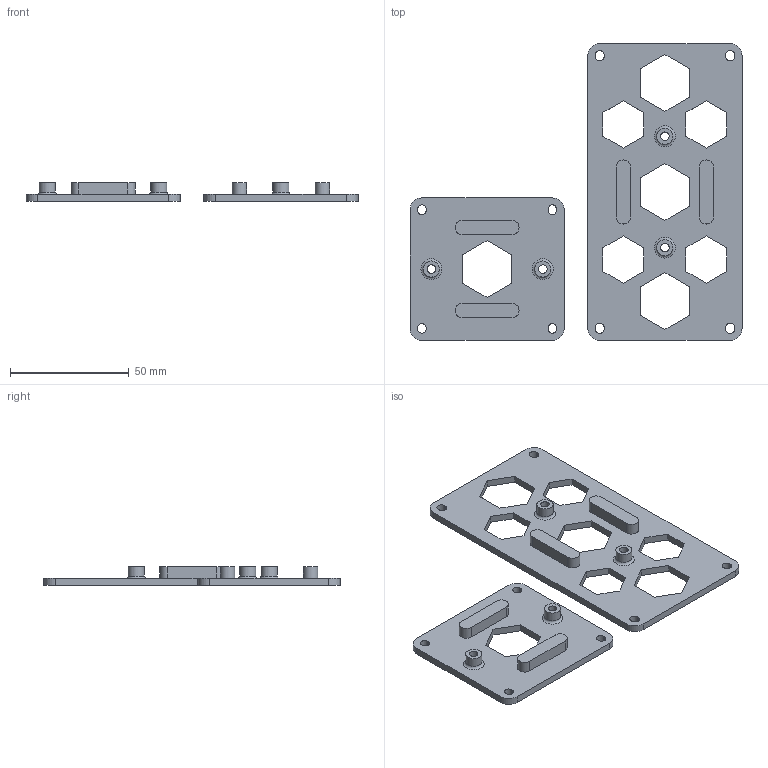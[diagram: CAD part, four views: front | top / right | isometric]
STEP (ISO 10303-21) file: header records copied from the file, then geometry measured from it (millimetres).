
FILE_DESCRIPTION(/* description */ (''),/* implementation_level */ '2;1');
FILE_NAME(/* name */ 'Lower Bay - SSR-40 DA v3.step',/* time_stamp */ '2022-11-06T00:00:31-05:00',/* author */ (''),/* organization */ (''),/* preprocessor_version */ 'ST-DEVELOPER v19.2',/* originating_system */ 'Autodesk Translation Framework v11.17.0.187',/* authorisation */ '');
FILE_SCHEMA (('AUTOMOTIVE_DESIGN { 1 0 10303 214 3 1 1 }'));
Length unit declared in the file: millimetre
Products named in the file (3): Lower Bay - SSR-40 DA; Long Tray; Short Tray
Assembly tree (2 placements, depth 2):
  Lower Bay - SSR-40 DA
    Long Tray
    Short Tray
Bounding box: 140 x 125 x 8 mm (x, y, z)
Volume: 31542.1 mm3; surface area: 24306.3 mm2
Topology: 2 solids, 2 shells, 136 faces, 370 edges, 246 vertices
Faces by surface type: plane 92, cylinder 40, torus 4
Full cylindrical faces by diameter (mm): 3.6 x4, 6.8 x4
Entity records: 4460 total; most frequent: CARTESIAN_POINT 757, DIRECTION 742, ORIENTED_EDGE 740, EDGE_CURVE 370, LINE 280, VECTOR 280, VERTEX_POINT 246, AXIS2_PLACEMENT_3D 231
